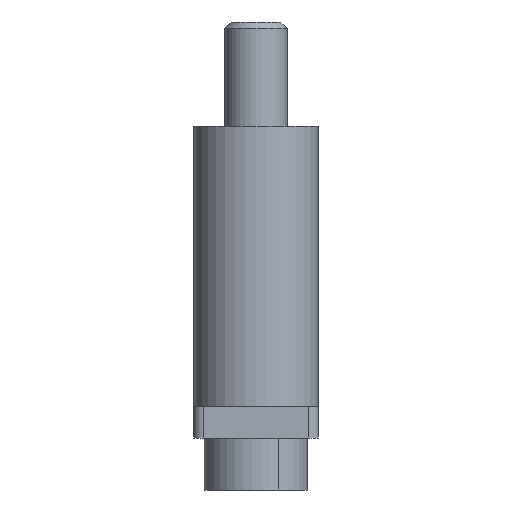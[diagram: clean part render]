
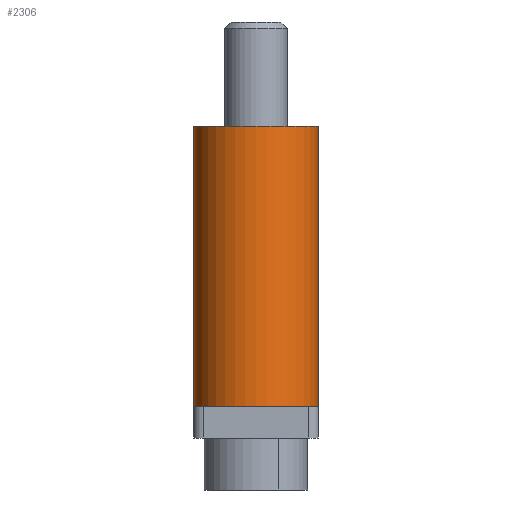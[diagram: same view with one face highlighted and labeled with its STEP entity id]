
A CAD part, left-side view. The second image highlights one B-rep face of the part: STEP entity #2306.
In plain terms, the highlighted cylindrical face has radius 3 mm (diameter 6 mm), a partial arc.
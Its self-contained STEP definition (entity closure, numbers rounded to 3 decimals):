
#451 = DIRECTION ( 'NONE',  ( 0., 1., 0. ) ) ;
#925 = EDGE_CURVE ( 'NONE', #2857, #6308, #6757, .T. ) ;
#1113 = CARTESIAN_POINT ( 'NONE',  ( -22.038, -1.891, 2.128 ) ) ;
#1228 = EDGE_CURVE ( 'NONE', #6394, #2857, #9140, .T. ) ;
#1296 = CARTESIAN_POINT ( 'NONE',  ( -22.038, 4.109, 2.128 ) ) ;
#2097 = DIRECTION ( 'NONE',  ( 0., 0., -1. ) ) ;
#2306 = ADVANCED_FACE ( 'NONE', ( #10508 ), #7105, .T. ) ;
#2488 = DIRECTION ( 'NONE',  ( 0., 0., -1. ) ) ;
#2674 = VERTEX_POINT ( 'NONE', #1113 ) ;
#2857 = VERTEX_POINT ( 'NONE', #4557 ) ;
#3086 = DIRECTION ( 'NONE',  ( 0., 0., -1. ) ) ;
#3759 = EDGE_LOOP ( 'NONE', ( #8493, #8144, #3946, #11043 ) ) ;
#3946 = ORIENTED_EDGE ( 'NONE', *, *, #925, .T. ) ;
#4002 = EDGE_CURVE ( 'NONE', #6394, #2674, #4804, .T. ) ;
#4214 = CARTESIAN_POINT ( 'NONE',  ( -22.038, -1.891, 2.128 ) ) ;
#4557 = CARTESIAN_POINT ( 'NONE',  ( -22.038, 4.109, 15.628 ) ) ;
#4679 = VECTOR ( 'NONE', #2097, 1000. ) ;
#4804 = LINE ( 'NONE', #4214, #6593 ) ;
#5149 = DIRECTION ( 'NONE',  ( 0., 0., -1. ) ) ;
#5888 = DIRECTION ( 'NONE',  ( 0., 0., -1. ) ) ;
#6308 = VERTEX_POINT ( 'NONE', #1296 ) ;
#6394 = VERTEX_POINT ( 'NONE', #11139 ) ;
#6562 = CARTESIAN_POINT ( 'NONE',  ( -22.038, 4.109, 2.128 ) ) ;
#6593 = VECTOR ( 'NONE', #5149, 1000. ) ;
#6757 = LINE ( 'NONE', #6562, #4679 ) ;
#7105 = CYLINDRICAL_SURFACE ( 'NONE', #10481, 3. ) ;
#7817 = CARTESIAN_POINT ( 'NONE',  ( -22.038, 1.109, 15.628 ) ) ;
#8144 = ORIENTED_EDGE ( 'NONE', *, *, #1228, .T. ) ;
#8493 = ORIENTED_EDGE ( 'NONE', *, *, #4002, .F. ) ;
#8688 = DIRECTION ( 'NONE',  ( 0., 1., 0. ) ) ;
#9140 = CIRCLE ( 'NONE', #9371, 3. ) ;
#9239 = CARTESIAN_POINT ( 'NONE',  ( -22.038, 1.109, 2.128 ) ) ;
#9287 = DIRECTION ( 'NONE',  ( 0., 1., 0. ) ) ;
#9371 = AXIS2_PLACEMENT_3D ( 'NONE', #7817, #2488, #8688 ) ;
#9491 = EDGE_CURVE ( 'NONE', #2674, #6308, #11324, .T. ) ;
#10481 = AXIS2_PLACEMENT_3D ( 'NONE', #9239, #3086, #9287 ) ;
#10508 = FACE_OUTER_BOUND ( 'NONE', #3759, .T. ) ;
#10528 = AXIS2_PLACEMENT_3D ( 'NONE', #11083, #5888, #451 ) ;
#11043 = ORIENTED_EDGE ( 'NONE', *, *, #9491, .F. ) ;
#11083 = CARTESIAN_POINT ( 'NONE',  ( -22.038, 1.109, 2.128 ) ) ;
#11139 = CARTESIAN_POINT ( 'NONE',  ( -22.038, -1.891, 15.628 ) ) ;
#11324 = CIRCLE ( 'NONE', #10528, 3. ) ;
